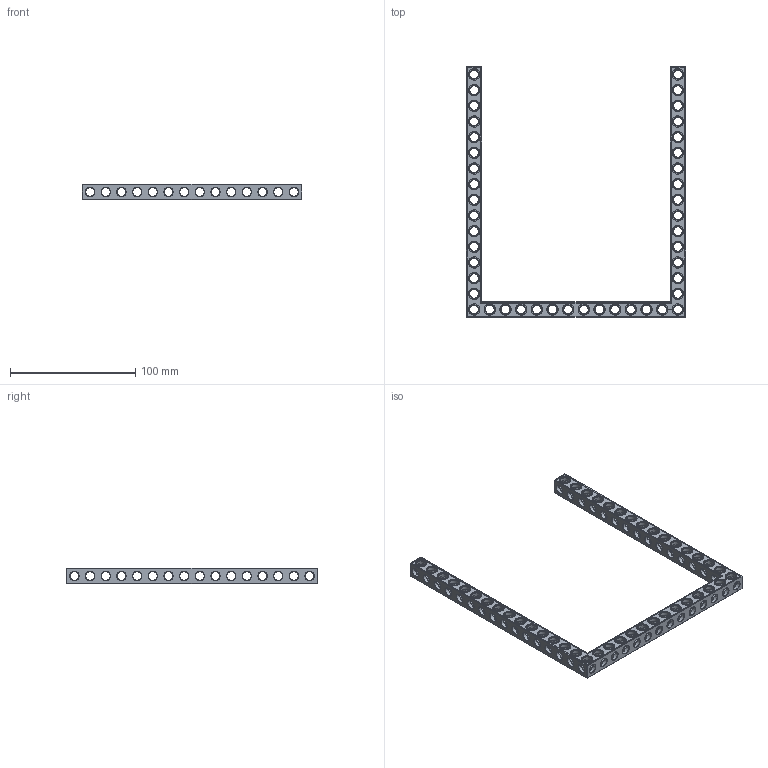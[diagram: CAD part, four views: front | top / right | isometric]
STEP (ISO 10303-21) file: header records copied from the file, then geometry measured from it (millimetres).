
FILE_DESCRIPTION(('FreeCAD Model'),'2;1');
FILE_NAME('Open CASCADE Shape Model','2022-03-06T13:18:45',('Author'),( ''),'Open CASCADE STEP processor 7.5','FreeCAD','Unknown');
FILE_SCHEMA(('AUTOMOTIVE_DESIGN { 1 0 10303 214 1 1 1 1 }'));
Products named in the file (1): Beam AGD ESS USH SYM BU14x16x01 - SPN-BEM-0532 (stemfie.org)
Bounding box: 175 x 200 x 12.5 mm (x, y, z)
Volume: 42995.4 mm3; surface area: 38357.2 mm2
Topology: 1 solids, 1 shells, 1039 faces, 3201 edges, 2064 vertices
Faces by surface type: plane 420, cylinder 265, cone 178, extrusion 176
Full cylindrical faces by diameter (mm): 6.98 x34, 7 x187, 9.2 x44
Entity records: 248613 total; most frequent: CARTESIAN_POINT 189582, DIRECTION 9327, ORIENTED_EDGE 6402, PCURVE 6402, DEFINITIONAL_REPRESENTATION 6402, VECTOR 5817, LINE 5641, EDGE_CURVE 3201
